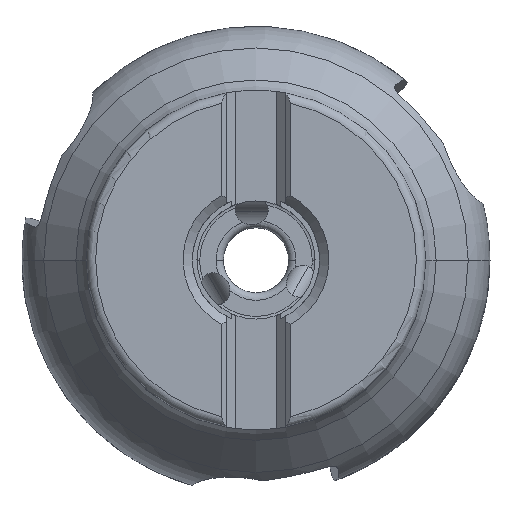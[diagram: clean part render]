
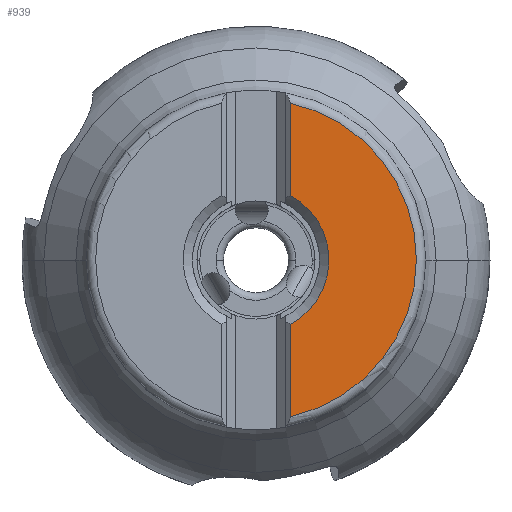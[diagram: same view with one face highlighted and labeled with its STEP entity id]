
A CAD part, top view. The second image highlights one B-rep face of the part: STEP entity #939.
In plain terms, the highlighted planar face has unit normal (0, 0, 1).
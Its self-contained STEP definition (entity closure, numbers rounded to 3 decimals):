
#444=PLANE('',#9233);
#939=ADVANCED_FACE('',(#1458),#444,.T.);
#1458=FACE_OUTER_BOUND('',#1962,.T.);
#1962=EDGE_LOOP('',(#5244,#5245,#5246,#5247));
#2425=LINE('',#24360,#2799);
#2426=LINE('',#24364,#2800);
#2799=VECTOR('',#10937,1.);
#2800=VECTOR('',#10942,1.);
#5244=ORIENTED_EDGE('',*,*,#7795,.T.);
#5245=ORIENTED_EDGE('',*,*,#7796,.T.);
#5246=ORIENTED_EDGE('',*,*,#7787,.T.);
#5247=ORIENTED_EDGE('',*,*,#7794,.T.);
#6636=VERTEX_POINT('',#24291);
#6637=VERTEX_POINT('',#24292);
#6640=VERTEX_POINT('',#24359);
#6641=VERTEX_POINT('',#24363);
#7787=EDGE_CURVE('',#6636,#6637,#8334,.T.);
#7794=EDGE_CURVE('',#6637,#6640,#2425,.T.);
#7795=EDGE_CURVE('',#6640,#6641,#8336,.T.);
#7796=EDGE_CURVE('',#6641,#6636,#2426,.T.);
#8334=CIRCLE('',#9227,17.255);
#8336=CIRCLE('',#9232,7.85);
#9227=AXIS2_PLACEMENT_3D('',#24290,#10929,#10930);
#9232=AXIS2_PLACEMENT_3D('',#24362,#10940,#10941);
#9233=AXIS2_PLACEMENT_3D('',#24365,#10943,#10944);
#10929=DIRECTION('',(0.,0.,1.));
#10930=DIRECTION('',(0.213,-0.977,0.));
#10937=DIRECTION('',(0.,-1.,0.));
#10940=DIRECTION('',(0.,0.,-1.));
#10941=DIRECTION('',(0.468,0.884,0.));
#10942=DIRECTION('',(0.,-1.,0.));
#10943=DIRECTION('',(0.,0.,1.));
#10944=DIRECTION('',(-1.,0.,0.));
#24290=CARTESIAN_POINT('',(0.,0.,0.));
#24291=CARTESIAN_POINT('',(3.675,-16.859,0.));
#24292=CARTESIAN_POINT('',(3.675,16.859,0.));
#24359=CARTESIAN_POINT('',(3.675,6.937,0.));
#24360=CARTESIAN_POINT('',(3.675,16.859,0.));
#24362=CARTESIAN_POINT('',(0.,0.,0.));
#24363=CARTESIAN_POINT('',(3.675,-6.937,0.));
#24364=CARTESIAN_POINT('',(3.675,-6.937,0.));
#24365=CARTESIAN_POINT('',(0.,0.,0.));
